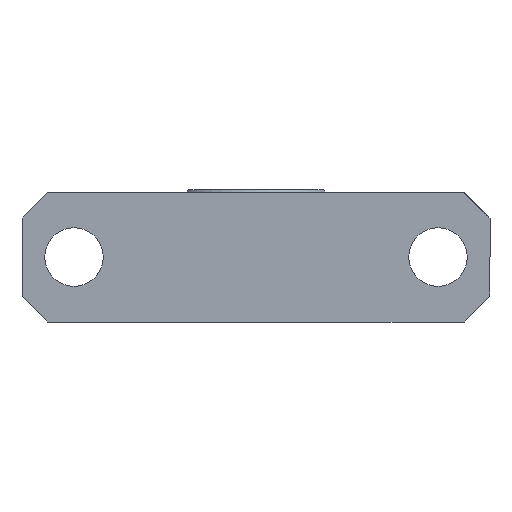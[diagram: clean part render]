
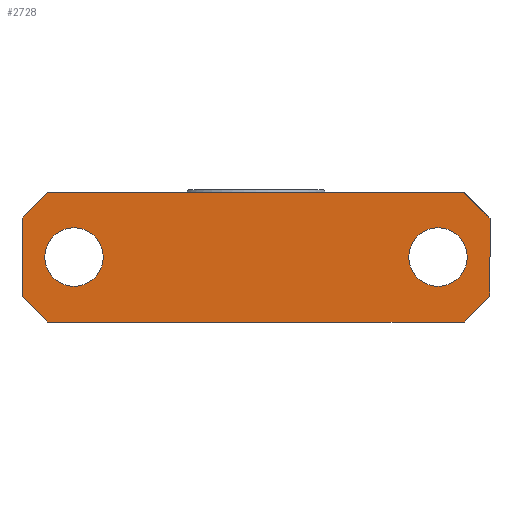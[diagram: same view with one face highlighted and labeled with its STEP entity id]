
A CAD part, front view. The second image highlights one B-rep face of the part: STEP entity #2728.
In plain terms, the highlighted planar face has unit normal (0, -1, 0).
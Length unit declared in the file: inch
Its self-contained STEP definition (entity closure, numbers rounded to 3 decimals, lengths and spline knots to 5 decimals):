
#11 = VERTEX_POINT ( 'NONE', #2070 ) ;
#28 = VECTOR ( 'NONE', #2472, 39.37008 ) ;
#63 = VERTEX_POINT ( 'NONE', #1566 ) ;
#70 = VERTEX_POINT ( 'NONE', #1560 ) ;
#143 = PLANE ( 'NONE',  #150 ) ;
#149 = CARTESIAN_POINT ( 'NONE',  ( -1.125, 0., -0.3125 ) ) ;
#150 = AXIS2_PLACEMENT_3D ( 'NONE', #149, #735, #656 ) ;
#455 = LINE ( 'NONE', #2620, #2037 ) ;
#484 = FACE_OUTER_BOUND ( 'NONE', #1598, .T. ) ;
#488 = FACE_BOUND ( 'NONE', #1490, .T. ) ;
#520 = FACE_BOUND ( 'NONE', #2436, .T. ) ;
#541 = AXIS2_PLACEMENT_3D ( 'NONE', #2052, #2046, #2045 ) ;
#546 = VECTOR ( 'NONE', #2463, 39.37008 ) ;
#551 = LINE ( 'NONE', #2305, #1908 ) ;
#580 = AXIS2_PLACEMENT_3D ( 'NONE', #2205, #2204, #2201 ) ;
#592 = AXIS2_PLACEMENT_3D ( 'NONE', #2239, #2237, #2234 ) ;
#612 = VERTEX_POINT ( 'NONE', #2752 ) ;
#634 = ORIENTED_EDGE ( 'NONE', *, *, #1666, .T. ) ;
#655 = CIRCLE ( 'NONE', #592, 0.14062 ) ;
#656 = DIRECTION ( 'NONE',  ( 0., 0., -1. ) ) ;
#708 = VECTOR ( 'NONE', #2352, 39.37008 ) ;
#718 = ORIENTED_EDGE ( 'NONE', *, *, #1785, .T. ) ;
#735 = DIRECTION ( 'NONE',  ( 0., -1., 0. ) ) ;
#846 = ORIENTED_EDGE ( 'NONE', *, *, #1403, .T. ) ;
#856 = ORIENTED_EDGE ( 'NONE', *, *, #1501, .T. ) ;
#867 = ORIENTED_EDGE ( 'NONE', *, *, #1208, .F. ) ;
#892 = ORIENTED_EDGE ( 'NONE', *, *, #1082, .T. ) ;
#998 = LINE ( 'NONE', #2645, #708 ) ;
#1064 = EDGE_CURVE ( 'NONE', #1330, #1077, #998, .T. ) ;
#1077 = VERTEX_POINT ( 'NONE', #2633 ) ;
#1082 = EDGE_CURVE ( 'NONE', #1233, #70, #455, .T. ) ;
#1088 = ORIENTED_EDGE ( 'NONE', *, *, #1154, .T. ) ;
#1112 = ORIENTED_EDGE ( 'NONE', *, *, #1184, .F. ) ;
#1154 = EDGE_CURVE ( 'NONE', #1655, #11, #2516, .T. ) ;
#1165 = ORIENTED_EDGE ( 'NONE', *, *, #1368, .T. ) ;
#1179 = VERTEX_POINT ( 'NONE', #2489 ) ;
#1184 = EDGE_CURVE ( 'NONE', #612, #1193, #1885, .T. ) ;
#1193 = VERTEX_POINT ( 'NONE', #2467 ) ;
#1203 = ORIENTED_EDGE ( 'NONE', *, *, #1064, .T. ) ;
#1208 = EDGE_CURVE ( 'NONE', #1179, #70, #2122, .T. ) ;
#1216 = VERTEX_POINT ( 'NONE', #2434 ) ;
#1233 = VERTEX_POINT ( 'NONE', #2431 ) ;
#1248 = ORIENTED_EDGE ( 'NONE', *, *, #1787, .T. ) ;
#1321 = ORIENTED_EDGE ( 'NONE', *, *, #1469, .T. ) ;
#1330 = VERTEX_POINT ( 'NONE', #2405 ) ;
#1368 = EDGE_CURVE ( 'NONE', #612, #1330, #551, .T. ) ;
#1403 = EDGE_CURVE ( 'NONE', #1179, #1193, #2672, .T. ) ;
#1422 = DIRECTION ( 'NONE',  ( 0.707, 0., 0.707 ) ) ;
#1438 = AXIS2_PLACEMENT_3D ( 'NONE', #2522, #2520, #2519 ) ;
#1469 = EDGE_CURVE ( 'NONE', #63, #1717, #655, .T. ) ;
#1490 = EDGE_LOOP ( 'NONE', ( #1321, #856 ) ) ;
#1501 = EDGE_CURVE ( 'NONE', #1717, #63, #2364, .T. ) ;
#1560 = CARTESIAN_POINT ( 'NONE',  ( 1., 0., 0.3125 ) ) ;
#1566 = CARTESIAN_POINT ( 'NONE',  ( 0.875, 0., -0.14062 ) ) ;
#1598 = EDGE_LOOP ( 'NONE', ( #1112, #1165, #1203, #1248, #718, #892, #867, #846 ) ) ;
#1655 = VERTEX_POINT ( 'NONE', #2086 ) ;
#1666 = EDGE_CURVE ( 'NONE', #11, #1655, #2508, .T. ) ;
#1717 = VERTEX_POINT ( 'NONE', #1982 ) ;
#1785 = EDGE_CURVE ( 'NONE', #1216, #1233, #2715, .T. ) ;
#1787 = EDGE_CURVE ( 'NONE', #1077, #1216, #2661, .T. ) ;
#1790 = CARTESIAN_POINT ( 'NONE',  ( -0.0625, 0., -1.375 ) ) ;
#1816 = VECTOR ( 'NONE', #2286, 39.37008 ) ;
#1817 = DIRECTION ( 'NONE',  ( 0., 0., 1. ) ) ;
#1832 = CARTESIAN_POINT ( 'NONE',  ( 1.125, 0., -0.3125 ) ) ;
#1885 = LINE ( 'NONE', #2473, #28 ) ;
#1908 = VECTOR ( 'NONE', #2307, 39.37008 ) ;
#1982 = CARTESIAN_POINT ( 'NONE',  ( 0.875, 0., 0.14062 ) ) ;
#2037 = VECTOR ( 'NONE', #2619, 39.37008 ) ;
#2045 = DIRECTION ( 'NONE',  ( 0., 0., 1. ) ) ;
#2046 = DIRECTION ( 'NONE',  ( 0., 1., 0. ) ) ;
#2052 = CARTESIAN_POINT ( 'NONE',  ( -0.875, 0., 0. ) ) ;
#2070 = CARTESIAN_POINT ( 'NONE',  ( -0.875, 0., -0.14062 ) ) ;
#2086 = CARTESIAN_POINT ( 'NONE',  ( -0.875, 0., 0.14062 ) ) ;
#2122 = LINE ( 'NONE', #2465, #546 ) ;
#2201 = DIRECTION ( 'NONE',  ( 0., 0., 1. ) ) ;
#2204 = DIRECTION ( 'NONE',  ( 0., 1., 0. ) ) ;
#2205 = CARTESIAN_POINT ( 'NONE',  ( 0.875, 0., 0. ) ) ;
#2234 = DIRECTION ( 'NONE',  ( 0., 0., 1. ) ) ;
#2237 = DIRECTION ( 'NONE',  ( 0., 1., 0. ) ) ;
#2239 = CARTESIAN_POINT ( 'NONE',  ( 0.875, 0., 0. ) ) ;
#2286 = DIRECTION ( 'NONE',  ( -0.707, 0., -0.707 ) ) ;
#2291 = CARTESIAN_POINT ( 'NONE',  ( -1.375, 0., -0.0625 ) ) ;
#2305 = CARTESIAN_POINT ( 'NONE',  ( -1.0625, 0., -0.25 ) ) ;
#2307 = DIRECTION ( 'NONE',  ( 0.707, 0., -0.707 ) ) ;
#2352 = DIRECTION ( 'NONE',  ( 1., 0., 0. ) ) ;
#2364 = CIRCLE ( 'NONE', #580, 0.14062 ) ;
#2405 = CARTESIAN_POINT ( 'NONE',  ( -1., 0., -0.3125 ) ) ;
#2431 = CARTESIAN_POINT ( 'NONE',  ( 1.125, 0., 0.1875 ) ) ;
#2434 = CARTESIAN_POINT ( 'NONE',  ( 1.125, 0., -0.1875 ) ) ;
#2436 = EDGE_LOOP ( 'NONE', ( #634, #1088 ) ) ;
#2463 = DIRECTION ( 'NONE',  ( 1., 0., 0. ) ) ;
#2465 = CARTESIAN_POINT ( 'NONE',  ( -1.125, 0., 0.3125 ) ) ;
#2467 = CARTESIAN_POINT ( 'NONE',  ( -1.125, 0., 0.1875 ) ) ;
#2472 = DIRECTION ( 'NONE',  ( 0., 0., 1. ) ) ;
#2473 = CARTESIAN_POINT ( 'NONE',  ( -1.125, 0., -0.3125 ) ) ;
#2489 = CARTESIAN_POINT ( 'NONE',  ( -1., 0., 0.3125 ) ) ;
#2508 = CIRCLE ( 'NONE', #541, 0.14062 ) ;
#2516 = CIRCLE ( 'NONE', #1438, 0.14062 ) ;
#2519 = DIRECTION ( 'NONE',  ( 0., 0., 1. ) ) ;
#2520 = DIRECTION ( 'NONE',  ( 0., 1., 0. ) ) ;
#2522 = CARTESIAN_POINT ( 'NONE',  ( -0.875, 0., 0. ) ) ;
#2575 = VECTOR ( 'NONE', #1817, 39.37008 ) ;
#2619 = DIRECTION ( 'NONE',  ( -0.707, 0., 0.707 ) ) ;
#2620 = CARTESIAN_POINT ( 'NONE',  ( 0.25, 0., 1.0625 ) ) ;
#2633 = CARTESIAN_POINT ( 'NONE',  ( 1., 0., -0.3125 ) ) ;
#2645 = CARTESIAN_POINT ( 'NONE',  ( -1.125, 0., -0.3125 ) ) ;
#2661 = LINE ( 'NONE', #1790, #2696 ) ;
#2672 = LINE ( 'NONE', #2291, #1816 ) ;
#2696 = VECTOR ( 'NONE', #1422, 39.37008 ) ;
#2715 = LINE ( 'NONE', #1832, #2575 ) ;
#2728 = ADVANCED_FACE ( 'NONE', ( #520, #484, #488 ), #143, .T. ) ;
#2752 = CARTESIAN_POINT ( 'NONE',  ( -1.125, 0., -0.1875 ) ) ;
